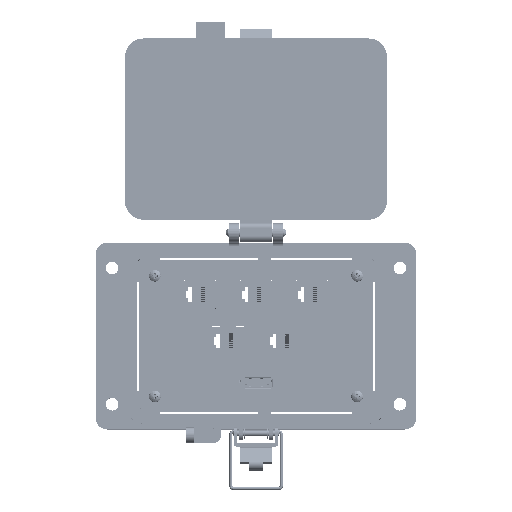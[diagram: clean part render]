
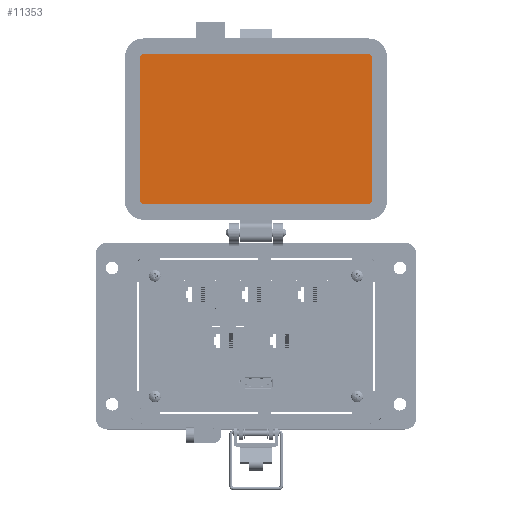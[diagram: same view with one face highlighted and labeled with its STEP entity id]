
A CAD part, top view. The second image highlights one B-rep face of the part: STEP entity #11353.
In plain terms, the highlighted planar face has unit normal (0, 0, 1).
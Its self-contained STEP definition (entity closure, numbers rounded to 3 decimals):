
#2057 = LINE ( 'NONE', #48868, #38573 ) ;
#10406 = EDGE_CURVE ( 'NONE', #80472, #38680, #122025, .T. ) ;
#11353 = ADVANCED_FACE ( 'NONE', ( #86333 ), #74827, .T. ) ;
#12102 = DIRECTION ( 'NONE',  ( 1., 0., 0. ) ) ;
#13141 = CARTESIAN_POINT ( 'NONE',  ( -59.505, 143.334, 8.694 ) ) ;
#14000 = LINE ( 'NONE', #58539, #62191 ) ;
#15932 = VECTOR ( 'NONE', #118415, 1000. ) ;
#17121 = CARTESIAN_POINT ( 'NONE',  ( -57.72, 145.119, 8.694 ) ) ;
#19618 = CARTESIAN_POINT ( 'NONE',  ( -59.505, 143.334, 8.694 ) ) ;
#21088 = CARTESIAN_POINT ( 'NONE',  ( 59.502, 69.55, 8.694 ) ) ;
#21375 = CARTESIAN_POINT ( 'NONE',  ( 57.717, 145.119, 8.694 ) ) ;
#26220 = VECTOR ( 'NONE', #12102, 1000. ) ;
#27710 = ORIENTED_EDGE ( 'NONE', *, *, #88331, .F. ) ;
#31423 = AXIS2_PLACEMENT_3D ( 'NONE', #121702, #50238, #132437 ) ;
#33311 = CARTESIAN_POINT ( 'NONE',  ( -59.505, 69.55, 8.694 ) ) ;
#37617 = EDGE_LOOP ( 'NONE', ( #96268, #38955, #149934, #140252, #84975, #112643, #27710, #69474 ) ) ;
#38573 = VECTOR ( 'NONE', #142570, 1000. ) ;
#38680 = VERTEX_POINT ( 'NONE', #17121 ) ;
#38955 = ORIENTED_EDGE ( 'NONE', *, *, #93474, .F. ) ;
#43521 = CARTESIAN_POINT ( 'NONE',  ( 57.717, 67.765, 8.694 ) ) ;
#44525 = VERTEX_POINT ( 'NONE', #43521 ) ;
#45833 = EDGE_CURVE ( 'NONE', #65763, #133369, #112595, .T. ) ;
#46752 = EDGE_CURVE ( 'NONE', #121079, #44525, #58352, .T. ) ;
#48065 = VERTEX_POINT ( 'NONE', #95081 ) ;
#48868 = CARTESIAN_POINT ( 'NONE',  ( -57.72, 67.765, 8.694 ) ) ;
#49222 = LINE ( 'NONE', #13141, #15932 ) ;
#50238 = DIRECTION ( 'NONE',  ( 0., 0., 1. ) ) ;
#52072 = CARTESIAN_POINT ( 'NONE',  ( 59.502, 143.334, 8.694 ) ) ;
#58352 = CIRCLE ( 'NONE', #78030, 1.785 ) ;
#58539 = CARTESIAN_POINT ( 'NONE',  ( 59.502, 69.55, 8.694 ) ) ;
#60826 = DIRECTION ( 'NONE',  ( 0., -1., 0. ) ) ;
#62191 = VECTOR ( 'NONE', #60826, 1000. ) ;
#62598 = CARTESIAN_POINT ( 'NONE',  ( -57.72, 69.55, 8.694 ) ) ;
#65763 = VERTEX_POINT ( 'NONE', #104581 ) ;
#66111 = CARTESIAN_POINT ( 'NONE',  ( -57.72, 143.334, 8.694 ) ) ;
#67427 = DIRECTION ( 'NONE',  ( 0., -1., 0. ) ) ;
#69474 = ORIENTED_EDGE ( 'NONE', *, *, #96049, .F. ) ;
#70869 = AXIS2_PLACEMENT_3D ( 'NONE', #62598, #87165, #134787 ) ;
#74827 = PLANE ( 'NONE',  #31423 ) ;
#78030 = AXIS2_PLACEMENT_3D ( 'NONE', #78321, #102918, #89080 ) ;
#78321 = CARTESIAN_POINT ( 'NONE',  ( 57.717, 69.55, 8.694 ) ) ;
#80472 = VERTEX_POINT ( 'NONE', #19618 ) ;
#84975 = ORIENTED_EDGE ( 'NONE', *, *, #46752, .F. ) ;
#86333 = FACE_OUTER_BOUND ( 'NONE', #37617, .T. ) ;
#87165 = DIRECTION ( 'NONE',  ( 0., 0., -1. ) ) ;
#88331 = EDGE_CURVE ( 'NONE', #48065, #143759, #115892, .T. ) ;
#89080 = DIRECTION ( 'NONE',  ( 0., -1., 0. ) ) ;
#91313 = AXIS2_PLACEMENT_3D ( 'NONE', #102054, #100514, #67427 ) ;
#93474 = EDGE_CURVE ( 'NONE', #133369, #80472, #49222, .T. ) ;
#95081 = CARTESIAN_POINT ( 'NONE',  ( 57.717, 145.119, 8.694 ) ) ;
#96049 = EDGE_CURVE ( 'NONE', #38680, #48065, #141112, .T. ) ;
#96268 = ORIENTED_EDGE ( 'NONE', *, *, #10406, .F. ) ;
#100514 = DIRECTION ( 'NONE',  ( 0., 0., -1. ) ) ;
#102054 = CARTESIAN_POINT ( 'NONE',  ( 57.717, 143.334, 8.694 ) ) ;
#102918 = DIRECTION ( 'NONE',  ( 0., 0., -1. ) ) ;
#104581 = CARTESIAN_POINT ( 'NONE',  ( -57.72, 67.765, 8.694 ) ) ;
#104602 = EDGE_CURVE ( 'NONE', #143759, #121079, #14000, .T. ) ;
#107346 = AXIS2_PLACEMENT_3D ( 'NONE', #66111, #145233, #145997 ) ;
#112595 = CIRCLE ( 'NONE', #70869, 1.785 ) ;
#112643 = ORIENTED_EDGE ( 'NONE', *, *, #104602, .F. ) ;
#115892 = CIRCLE ( 'NONE', #91313, 1.785 ) ;
#118415 = DIRECTION ( 'NONE',  ( 0., 1., 0. ) ) ;
#121079 = VERTEX_POINT ( 'NONE', #21088 ) ;
#121702 = CARTESIAN_POINT ( 'NONE',  ( -30.745, 145.119, 8.694 ) ) ;
#122025 = CIRCLE ( 'NONE', #107346, 1.785 ) ;
#126098 = EDGE_CURVE ( 'NONE', #44525, #65763, #2057, .T. ) ;
#132437 = DIRECTION ( 'NONE',  ( 0., -1., 0. ) ) ;
#133369 = VERTEX_POINT ( 'NONE', #33311 ) ;
#134787 = DIRECTION ( 'NONE',  ( 0., -1., 0. ) ) ;
#140252 = ORIENTED_EDGE ( 'NONE', *, *, #126098, .F. ) ;
#141112 = LINE ( 'NONE', #21375, #26220 ) ;
#142570 = DIRECTION ( 'NONE',  ( -1., 0., 0. ) ) ;
#143759 = VERTEX_POINT ( 'NONE', #52072 ) ;
#145233 = DIRECTION ( 'NONE',  ( 0., 0., -1. ) ) ;
#145997 = DIRECTION ( 'NONE',  ( 0., -1., 0. ) ) ;
#149934 = ORIENTED_EDGE ( 'NONE', *, *, #45833, .F. ) ;
